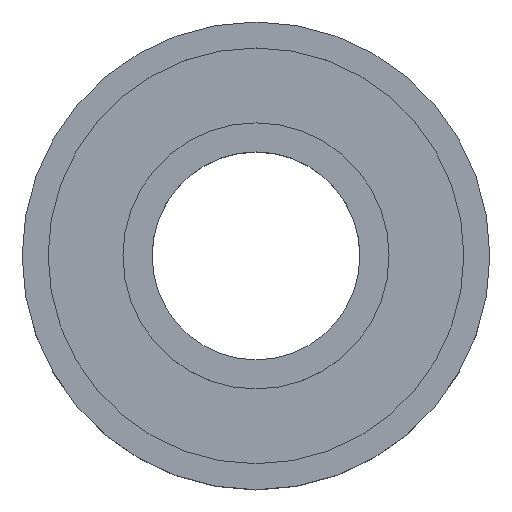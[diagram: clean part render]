
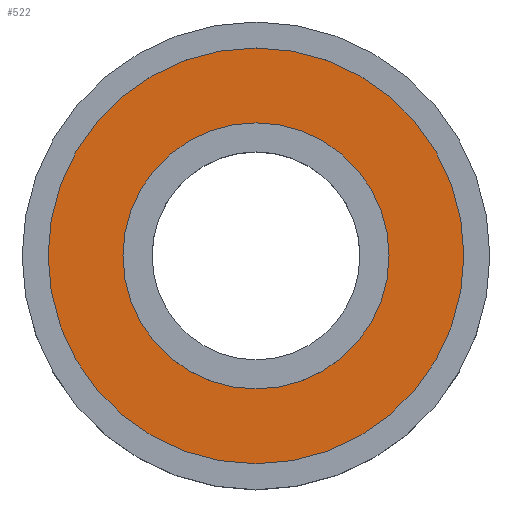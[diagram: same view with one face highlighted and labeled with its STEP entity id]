
A CAD part, top view. The second image highlights one B-rep face of the part: STEP entity #522.
In plain terms, the highlighted planar face has unit normal (0, 0, 1).
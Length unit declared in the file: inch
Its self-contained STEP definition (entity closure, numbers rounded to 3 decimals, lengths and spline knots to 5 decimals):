
#220=CARTESIAN_POINT('',(-0.32,0.,0.13125));
#221=VERTEX_POINT('',#220);
#230=CARTESIAN_POINT('',(0.32,0.,0.13125));
#231=VERTEX_POINT('',#230);
#232=CARTESIAN_POINT('',(0.0,0.0,0.13125));
#233=DIRECTION('',(0.0,0.0,1.0));
#234=DIRECTION('',(-1.0,0.0,0.0));
#235=AXIS2_PLACEMENT_3D('',#232,#233,#234);
#236=CIRCLE('',#235,0.32);
#237=EDGE_CURVE('',#221,#231,#236,.T.);
#348=CARTESIAN_POINT('',(-0.5,0.,0.13125));
#349=VERTEX_POINT('',#348);
#365=CARTESIAN_POINT('',(0.5,0.,0.13125));
#366=VERTEX_POINT('',#365);
#373=CARTESIAN_POINT('',(0.0,0.0,0.13125));
#374=DIRECTION('',(0.0,0.0,-1.0));
#375=DIRECTION('',(-1.0,0.0,0.0));
#376=AXIS2_PLACEMENT_3D('',#373,#374,#375);
#377=CIRCLE('',#376,0.5);
#378=EDGE_CURVE('',#366,#349,#377,.T.);
#389=CARTESIAN_POINT('',(0.0,0.0,0.13125));
#390=DIRECTION('',(0.0,0.0,-1.0));
#391=DIRECTION('',(-1.0,0.0,0.0));
#392=AXIS2_PLACEMENT_3D('',#389,#390,#391);
#393=CIRCLE('',#392,0.5);
#394=EDGE_CURVE('',#349,#366,#393,.T.);
#503=CARTESIAN_POINT('',(0.04545,0.,0.13125));
#504=DIRECTION('',(0.0,0.0,1.0));
#505=DIRECTION('',(1.0,0.0,0.0));
#506=AXIS2_PLACEMENT_3D('',#503,#504,#505);
#507=PLANE('',#506);
#508=ORIENTED_EDGE('',*,*,#378,.F.);
#509=ORIENTED_EDGE('',*,*,#394,.F.);
#510=EDGE_LOOP('',(#508,#509));
#511=FACE_OUTER_BOUND('',#510,.T.);
#512=CARTESIAN_POINT('',(0.0,0.0,0.13125));
#513=DIRECTION('',(0.0,0.0,1.0));
#514=DIRECTION('',(-1.0,0.0,0.0));
#515=AXIS2_PLACEMENT_3D('',#512,#513,#514);
#516=CIRCLE('',#515,0.32);
#517=EDGE_CURVE('',#231,#221,#516,.T.);
#518=ORIENTED_EDGE('',*,*,#517,.F.);
#519=ORIENTED_EDGE('',*,*,#237,.F.);
#520=EDGE_LOOP('',(#518,#519));
#521=FACE_BOUND('',#520,.T.);
#522=ADVANCED_FACE('',(#511,#521),#507,.T.);
